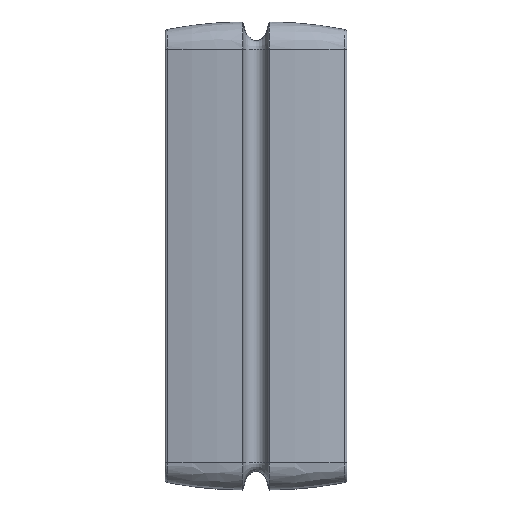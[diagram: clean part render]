
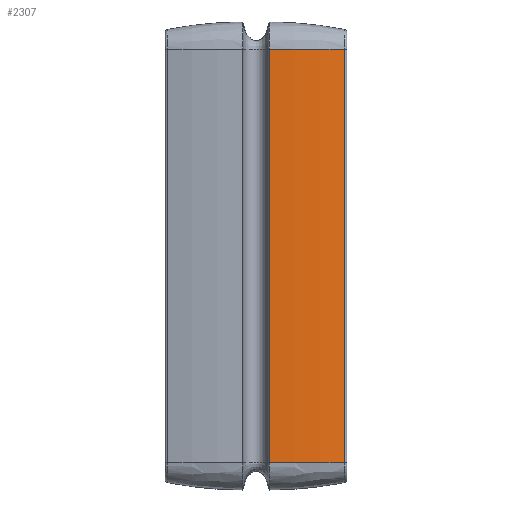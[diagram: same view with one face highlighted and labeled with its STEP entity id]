
A CAD part, top view. The second image highlights one B-rep face of the part: STEP entity #2307.
In plain terms, the highlighted cylindrical face has radius 50.394 mm (diameter 100.788 mm), a partial arc.
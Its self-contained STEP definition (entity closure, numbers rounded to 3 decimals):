
#1235 = SURFACE_OF_REVOLUTION('',#1236,#1241);
#1236 = CIRCLE('',#1237,50.394);
#1237 = AXIS2_PLACEMENT_3D('',#1238,#1239,#1240);
#1238 = CARTESIAN_POINT('',(1.75,-74.044,5.9));
#1239 = DIRECTION('',(0.,0.,1.));
#1240 = DIRECTION('',(1.,0.,0.));
#1241 = AXIS1_PLACEMENT('',#1242,#1243);
#1242 = CARTESIAN_POINT('',(1.75,-27.25,5.9));
#1243 = DIRECTION('',(-1.,0.,0.));
#1777 = VERTEX_POINT('',#1778);
#1778 = CARTESIAN_POINT('',(1.75,-27.25,9.5));
#1817 = SURFACE_OF_LINEAR_EXTRUSION('',#1818,#1823);
#1818 = ELLIPSE('',#1819,2.66,1.753);
#1819 = AXIS2_PLACEMENT_3D('',#1820,#1821,#1822);
#1820 = CARTESIAN_POINT('',(0.,-27.25,9.66));
#1821 = DIRECTION('',(0.,1.,0.));
#1822 = DIRECTION('',(0.,0.,-1.));
#1823 = VECTOR('',#1824,1.);
#1824 = DIRECTION('',(0.,1.,0.));
#1865 = VERTEX_POINT('',#1866);
#1866 = CARTESIAN_POINT('',(11.679,-27.25,8.512));
#1888 = EDGE_CURVE('',#1865,#1777,#1889,.T.);
#1889 = SURFACE_CURVE('',#1890,(#1895,#1902),.PCURVE_S1.);
#1890 = CIRCLE('',#1891,50.394);
#1891 = AXIS2_PLACEMENT_3D('',#1892,#1893,#1894);
#1892 = CARTESIAN_POINT('',(1.75,-27.25,-40.894));
#1893 = DIRECTION('',(0.,-1.,0.));
#1894 = DIRECTION('',(1.,0.,0.));
#1895 = PCURVE('',#1235,#1896);
#1896 = DEFINITIONAL_REPRESENTATION('',(#1897),#1901);
#1897 = LINE('',#1898,#1899);
#1898 = CARTESIAN_POINT('',(4.712,0.));
#1899 = VECTOR('',#1900,1.);
#1900 = DIRECTION('',(0.,1.));
#1901 = ( GEOMETRIC_REPRESENTATION_CONTEXT(2) 
PARAMETRIC_REPRESENTATION_CONTEXT() REPRESENTATION_CONTEXT('2D SPACE',''
  ) );
#1902 = PCURVE('',#1903,#1908);
#1903 = CYLINDRICAL_SURFACE('',#1904,50.394);
#1904 = AXIS2_PLACEMENT_3D('',#1905,#1906,#1907);
#1905 = CARTESIAN_POINT('',(1.75,-27.25,-40.894));
#1906 = DIRECTION('',(0.,1.,0.));
#1907 = DIRECTION('',(1.,0.,0.));
#1908 = DEFINITIONAL_REPRESENTATION('',(#1909),#1913);
#1909 = LINE('',#1910,#1911);
#1910 = CARTESIAN_POINT('',(6.283,0.));
#1911 = VECTOR('',#1912,1.);
#1912 = DIRECTION('',(-1.,-0.));
#1913 = ( GEOMETRIC_REPRESENTATION_CONTEXT(2) 
PARAMETRIC_REPRESENTATION_CONTEXT() REPRESENTATION_CONTEXT('2D SPACE',''
  ) );
#1959 = CYLINDRICAL_SURFACE('',#1960,0.4);
#1960 = AXIS2_PLACEMENT_3D('',#1961,#1962,#1963);
#1961 = CARTESIAN_POINT('',(11.6,-27.25,8.12));
#1962 = DIRECTION('',(0.,1.,0.));
#1963 = DIRECTION('',(1.,0.,0.));
#2230 = EDGE_CURVE('',#1777,#2231,#2233,.T.);
#2231 = VERTEX_POINT('',#2232);
#2232 = CARTESIAN_POINT('',(1.75,27.25,9.5));
#2233 = SURFACE_CURVE('',#2234,(#2238,#2245),.PCURVE_S1.);
#2234 = LINE('',#2235,#2236);
#2235 = CARTESIAN_POINT('',(1.75,-27.25,9.5));
#2236 = VECTOR('',#2237,1.);
#2237 = DIRECTION('',(0.,1.,0.));
#2238 = PCURVE('',#1817,#2239);
#2239 = DEFINITIONAL_REPRESENTATION('',(#2240),#2244);
#2240 = LINE('',#2241,#2242);
#2241 = CARTESIAN_POINT('',(4.772,0.));
#2242 = VECTOR('',#2243,1.);
#2243 = DIRECTION('',(0.,1.));
#2244 = ( GEOMETRIC_REPRESENTATION_CONTEXT(2) 
PARAMETRIC_REPRESENTATION_CONTEXT() REPRESENTATION_CONTEXT('2D SPACE',''
  ) );
#2245 = PCURVE('',#1903,#2246);
#2246 = DEFINITIONAL_REPRESENTATION('',(#2247),#2251);
#2247 = LINE('',#2248,#2249);
#2248 = CARTESIAN_POINT('',(4.712,0.));
#2249 = VECTOR('',#2250,1.);
#2250 = DIRECTION('',(0.,1.));
#2251 = ( GEOMETRIC_REPRESENTATION_CONTEXT(2) 
PARAMETRIC_REPRESENTATION_CONTEXT() REPRESENTATION_CONTEXT('2D SPACE',''
  ) );
#2307 = ADVANCED_FACE('',(#2308),#1903,.T.);
#2308 = FACE_BOUND('',#2309,.T.);
#2309 = EDGE_LOOP('',(#2310,#2333,#2364,#2365));
#2310 = ORIENTED_EDGE('',*,*,#2311,.T.);
#2311 = EDGE_CURVE('',#1865,#2312,#2314,.T.);
#2312 = VERTEX_POINT('',#2313);
#2313 = CARTESIAN_POINT('',(11.679,27.25,8.512));
#2314 = SURFACE_CURVE('',#2315,(#2319,#2326),.PCURVE_S1.);
#2315 = LINE('',#2316,#2317);
#2316 = CARTESIAN_POINT('',(11.679,-27.25,8.512));
#2317 = VECTOR('',#2318,1.);
#2318 = DIRECTION('',(0.,1.,0.));
#2319 = PCURVE('',#1903,#2320);
#2320 = DEFINITIONAL_REPRESENTATION('',(#2321),#2325);
#2321 = LINE('',#2322,#2323);
#2322 = CARTESIAN_POINT('',(4.911,0.));
#2323 = VECTOR('',#2324,1.);
#2324 = DIRECTION('',(0.,1.));
#2325 = ( GEOMETRIC_REPRESENTATION_CONTEXT(2) 
PARAMETRIC_REPRESENTATION_CONTEXT() REPRESENTATION_CONTEXT('2D SPACE',''
  ) );
#2326 = PCURVE('',#1959,#2327);
#2327 = DEFINITIONAL_REPRESENTATION('',(#2328),#2332);
#2328 = LINE('',#2329,#2330);
#2329 = CARTESIAN_POINT('',(4.911,0.));
#2330 = VECTOR('',#2331,1.);
#2331 = DIRECTION('',(0.,1.));
#2332 = ( GEOMETRIC_REPRESENTATION_CONTEXT(2) 
PARAMETRIC_REPRESENTATION_CONTEXT() REPRESENTATION_CONTEXT('2D SPACE',''
  ) );
#2333 = ORIENTED_EDGE('',*,*,#2334,.F.);
#2334 = EDGE_CURVE('',#2231,#2312,#2335,.T.);
#2335 = SURFACE_CURVE('',#2336,(#2341,#2348),.PCURVE_S1.);
#2336 = CIRCLE('',#2337,50.394);
#2337 = AXIS2_PLACEMENT_3D('',#2338,#2339,#2340);
#2338 = CARTESIAN_POINT('',(1.75,27.25,-40.894));
#2339 = DIRECTION('',(0.,1.,0.));
#2340 = DIRECTION('',(1.,0.,0.));
#2341 = PCURVE('',#1903,#2342);
#2342 = DEFINITIONAL_REPRESENTATION('',(#2343),#2347);
#2343 = LINE('',#2344,#2345);
#2344 = CARTESIAN_POINT('',(0.,54.5));
#2345 = VECTOR('',#2346,1.);
#2346 = DIRECTION('',(1.,0.));
#2347 = ( GEOMETRIC_REPRESENTATION_CONTEXT(2) 
PARAMETRIC_REPRESENTATION_CONTEXT() REPRESENTATION_CONTEXT('2D SPACE',''
  ) );
#2348 = PCURVE('',#2349,#2358);
#2349 = SURFACE_OF_REVOLUTION('',#2350,#2355);
#2350 = CIRCLE('',#2351,50.394);
#2351 = AXIS2_PLACEMENT_3D('',#2352,#2353,#2354);
#2352 = CARTESIAN_POINT('',(1.75,-19.544,5.9));
#2353 = DIRECTION('',(0.,0.,1.));
#2354 = DIRECTION('',(1.,0.,0.));
#2355 = AXIS1_PLACEMENT('',#2356,#2357);
#2356 = CARTESIAN_POINT('',(1.75,27.25,5.9));
#2357 = DIRECTION('',(-1.,0.,0.));
#2358 = DEFINITIONAL_REPRESENTATION('',(#2359),#2363);
#2359 = LINE('',#2360,#2361);
#2360 = CARTESIAN_POINT('',(4.712,6.283));
#2361 = VECTOR('',#2362,1.);
#2362 = DIRECTION('',(-0.,-1.));
#2363 = ( GEOMETRIC_REPRESENTATION_CONTEXT(2) 
PARAMETRIC_REPRESENTATION_CONTEXT() REPRESENTATION_CONTEXT('2D SPACE',''
  ) );
#2364 = ORIENTED_EDGE('',*,*,#2230,.F.);
#2365 = ORIENTED_EDGE('',*,*,#1888,.F.);
